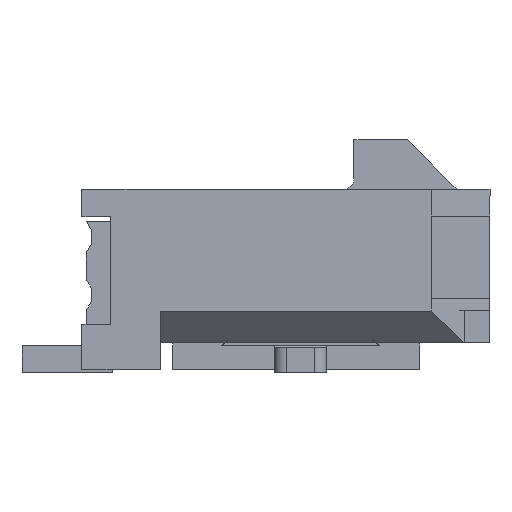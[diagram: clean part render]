
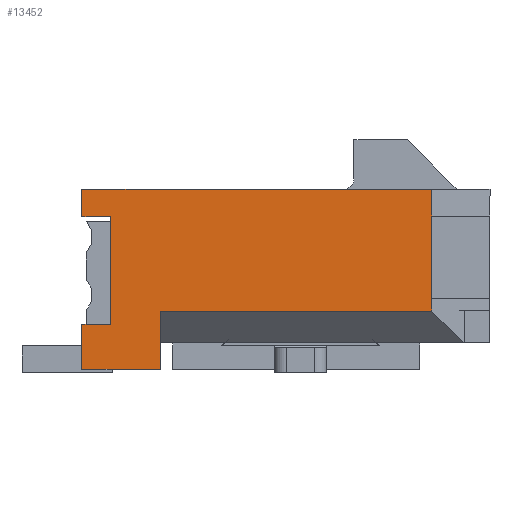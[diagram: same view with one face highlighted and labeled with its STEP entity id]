
A CAD part, front view. The second image highlights one B-rep face of the part: STEP entity #13452.
In plain terms, the highlighted face is planar.
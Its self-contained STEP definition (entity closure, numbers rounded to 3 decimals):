
#1193=ORIENTED_EDGE('',*,*,#3554,.T.);
#1194=ORIENTED_EDGE('',*,*,#3540,.T.);
#1195=ORIENTED_EDGE('',*,*,#3527,.T.);
#1196=ORIENTED_EDGE('',*,*,#3239,.T.);
#1197=ORIENTED_EDGE('',*,*,#3626,.F.);
#1198=ORIENTED_EDGE('',*,*,#3232,.T.);
#1199=ORIENTED_EDGE('',*,*,#3639,.F.);
#1200=ORIENTED_EDGE('',*,*,#3640,.F.);
#1201=ORIENTED_EDGE('',*,*,#3641,.F.);
#1202=ORIENTED_EDGE('',*,*,#3642,.T.);
#1203=ORIENTED_EDGE('',*,*,#3216,.T.);
#1204=ORIENTED_EDGE('',*,*,#3537,.T.);
#3216=EDGE_CURVE('',#4570,#4569,#5513,.T.);
#3232=EDGE_CURVE('',#4582,#4581,#5529,.T.);
#3239=EDGE_CURVE('',#4588,#4587,#5536,.T.);
#3527=EDGE_CURVE('',#4774,#4588,#5824,.T.);
#3537=EDGE_CURVE('',#4569,#4777,#5834,.T.);
#3540=EDGE_CURVE('',#4778,#4774,#5837,.T.);
#3554=EDGE_CURVE('',#4777,#4778,#5851,.T.);
#3626=EDGE_CURVE('',#4582,#4587,#5923,.T.);
#3639=EDGE_CURVE('',#4828,#4581,#5936,.T.);
#3640=EDGE_CURVE('',#4827,#4828,#5937,.T.);
#3641=EDGE_CURVE('',#4829,#4827,#5938,.T.);
#3642=EDGE_CURVE('',#4829,#4570,#5939,.T.);
#4569=VERTEX_POINT('',#17501);
#4570=VERTEX_POINT('',#17503);
#4581=VERTEX_POINT('',#17534);
#4582=VERTEX_POINT('',#17536);
#4587=VERTEX_POINT('',#17549);
#4588=VERTEX_POINT('',#17551);
#4774=VERTEX_POINT('',#18127);
#4777=VERTEX_POINT('',#18144);
#4778=VERTEX_POINT('',#18148);
#4827=VERTEX_POINT('',#18332);
#4828=VERTEX_POINT('',#18336);
#4829=VERTEX_POINT('',#18339);
#5513=LINE('',#17502,#6888);
#5529=LINE('',#17535,#6904);
#5536=LINE('',#17550,#6911);
#5824=LINE('',#18126,#7199);
#5834=LINE('',#18145,#7209);
#5837=LINE('',#18151,#7212);
#5851=LINE('',#18177,#7226);
#5923=LINE('',#18314,#7298);
#5936=LINE('',#18335,#7311);
#5937=LINE('',#18337,#7312);
#5938=LINE('',#18338,#7313);
#5939=LINE('',#18340,#7314);
#6888=VECTOR('',#14818,1000.);
#6904=VECTOR('',#14844,1000.);
#6911=VECTOR('',#14855,1000.);
#7199=VECTOR('',#15347,1000.);
#7209=VECTOR('',#15367,1000.);
#7212=VECTOR('',#15372,1000.);
#7226=VECTOR('',#15398,1000.);
#7298=VECTOR('',#15522,1000.);
#7311=VECTOR('',#15545,1000.);
#7312=VECTOR('',#15546,1000.);
#7313=VECTOR('',#15547,1000.);
#7314=VECTOR('',#15548,1000.);
#8175=EDGE_LOOP('',(#1193,#1194,#1195,#1196,#1197,#1198,#1199,#1200,#1201,
#1202,#1203,#1204));
#8724=FACE_BOUND('',#8175,.T.);
#9264=PLANE('',#13988);
#13452=ADVANCED_FACE('',(#8724),#9264,.T.);
#13988=AXIS2_PLACEMENT_3D('',#18334,#15543,#15544);
#14818=DIRECTION('',(0.,0.,-1.));
#14844=DIRECTION('',(0.,-1.,0.));
#14855=DIRECTION('',(0.,-1.,0.));
#15347=DIRECTION('',(0.,0.,-1.));
#15367=DIRECTION('',(0.,-1.,0.));
#15372=DIRECTION('',(0.,1.,0.));
#15398=DIRECTION('',(0.,0.,-1.));
#15522=DIRECTION('',(0.,0.,-1.));
#15543=DIRECTION('',(-1.,0.,0.));
#15544=DIRECTION('',(0.,0.,1.));
#15545=DIRECTION('',(0.,0.,-1.));
#15546=DIRECTION('',(0.,0.,-1.));
#15547=DIRECTION('',(0.,0.,-1.));
#15548=DIRECTION('',(0.,1.,0.));
#17501=CARTESIAN_POINT('',(-13.825,4.95,1.515));
#17502=CARTESIAN_POINT('',(-13.825,4.95,2.185));
#17503=CARTESIAN_POINT('',(-13.825,4.95,2.185));
#17534=CARTESIAN_POINT('',(-13.825,-3.536,-0.771));
#17535=CARTESIAN_POINT('',(-13.825,3.05,-0.771));
#17536=CARTESIAN_POINT('',(-13.825,3.05,-0.771));
#17549=CARTESIAN_POINT('',(-13.825,3.05,-2.185));
#17550=CARTESIAN_POINT('',(-13.825,4.95,-2.185));
#17551=CARTESIAN_POINT('',(-13.825,4.95,-2.185));
#18126=CARTESIAN_POINT('',(-13.825,4.95,2.185));
#18127=CARTESIAN_POINT('',(-13.825,4.95,-1.085));
#18144=CARTESIAN_POINT('',(-13.825,4.25,1.515));
#18145=CARTESIAN_POINT('',(-13.825,0.,1.515));
#18148=CARTESIAN_POINT('',(-13.825,4.25,-1.085));
#18151=CARTESIAN_POINT('',(-13.825,0.,-1.085));
#18177=CARTESIAN_POINT('',(-13.825,4.25,0.));
#18314=CARTESIAN_POINT('',(-13.825,3.05,-2.185));
#18332=CARTESIAN_POINT('',(-13.825,-3.536,1.535));
#18334=CARTESIAN_POINT('',(-13.825,0.,0.));
#18335=CARTESIAN_POINT('',(-13.825,-3.536,0.));
#18336=CARTESIAN_POINT('',(-13.825,-3.536,-0.465));
#18337=CARTESIAN_POINT('',(-13.825,-3.536,1.535));
#18338=CARTESIAN_POINT('',(-13.825,-3.536,0.));
#18339=CARTESIAN_POINT('',(-13.825,-3.536,2.185));
#18340=CARTESIAN_POINT('',(-13.825,-4.95,2.185));
